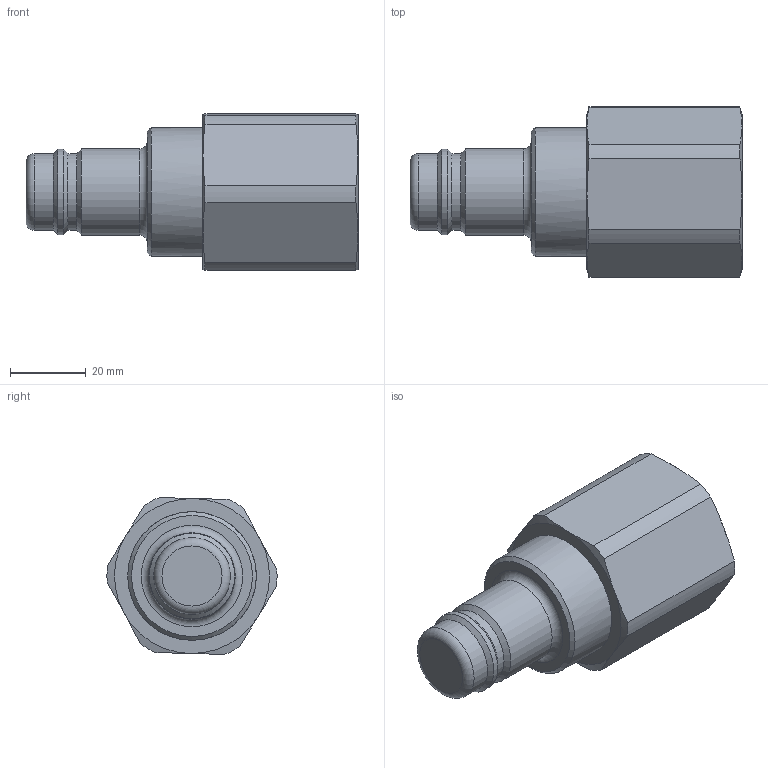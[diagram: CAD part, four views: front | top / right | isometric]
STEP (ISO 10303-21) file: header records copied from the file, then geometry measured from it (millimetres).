
FILE_DESCRIPTION((''),'2;1');
FILE_NAME('38sbiw33mpx.stp','2013-08-05T11:03:01',('IA176480'),(''),'Autodesk Inventor 2013','Autodesk Inventor 2013','');
FILE_SCHEMA(('AUTOMOTIVE_DESIGN { 1 0 10303 214 1 1 1 1 }'));
Length unit declared in the file: millimetre
Products named in the file (1): D107545
Bounding box: 87.8 x 45 x 41.49 mm (x, y, z)
Volume: 62506.7 mm3; surface area: 14623.9 mm2
Topology: 1 solids, 1 shells, 42 faces, 91 edges, 54 vertices
Faces by surface type: cone 17, cylinder 12, plane 11, torus 2
Full cylindrical faces by diameter (mm): 20.3 x2, 22.6 x1, 22.85 x1, 33.249 x1, 34 x1
Entity records: 1109 total; most frequent: CARTESIAN_POINT 219, DIRECTION 178, ORIENTED_EDGE 152, AXIS2_PLACEMENT_3D 83, EDGE_CURVE 76, EDGE_LOOP 58, VERTEX_POINT 52, FACE_OUTER_BOUND 42
